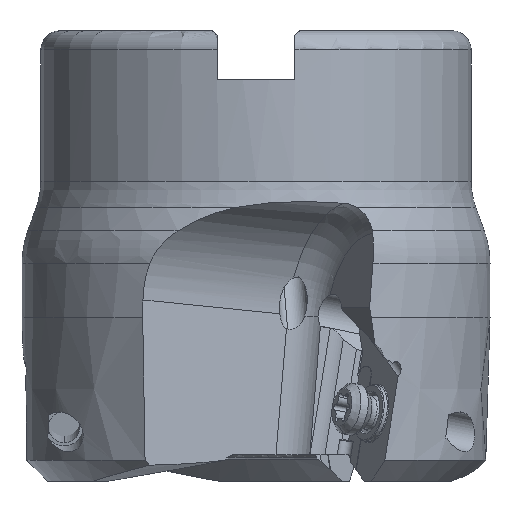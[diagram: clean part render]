
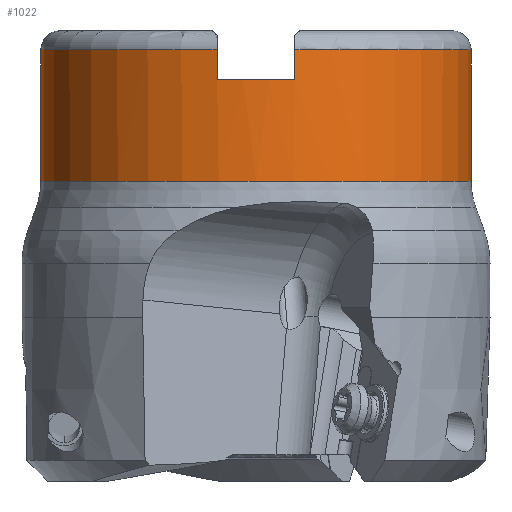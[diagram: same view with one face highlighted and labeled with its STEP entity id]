
A CAD part, front view. The second image highlights one B-rep face of the part: STEP entity #1022.
In plain terms, the highlighted cylindrical face has radius 22.5 mm (diameter 45 mm), a partial arc.
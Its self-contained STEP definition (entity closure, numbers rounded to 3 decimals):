
#420=LINE('',#12022,#726);
#421=LINE('',#12028,#727);
#422=LINE('',#12032,#728);
#423=LINE('',#12036,#729);
#726=VECTOR('',#7898,1.);
#727=VECTOR('',#7903,1.);
#728=VECTOR('',#7906,1.);
#729=VECTOR('',#7909,1.);
#1022=ADVANCED_FACE('',(#1460),#1257,.T.);
#1257=CYLINDRICAL_SURFACE('',#6725,22.5);
#1460=FACE_OUTER_BOUND('',#1774,.T.);
#1774=EDGE_LOOP('',(#3213,#3214,#3215,#3216,#3217,#3218,#3219,#3220,#3221,
#3222));
#2123=CIRCLE('',#6718,22.5);
#2124=CIRCLE('',#6719,22.5);
#2125=CIRCLE('',#6721,22.5);
#2126=CIRCLE('',#6722,22.5);
#2127=CIRCLE('',#6723,22.5);
#2128=CIRCLE('',#6724,22.5);
#3213=ORIENTED_EDGE('',*,*,#5510,.F.);
#3214=ORIENTED_EDGE('',*,*,#5509,.F.);
#3215=ORIENTED_EDGE('',*,*,#5511,.T.);
#3216=ORIENTED_EDGE('',*,*,#5512,.F.);
#3217=ORIENTED_EDGE('',*,*,#5513,.F.);
#3218=ORIENTED_EDGE('',*,*,#5514,.T.);
#3219=ORIENTED_EDGE('',*,*,#5515,.F.);
#3220=ORIENTED_EDGE('',*,*,#5516,.T.);
#3221=ORIENTED_EDGE('',*,*,#5517,.F.);
#3222=ORIENTED_EDGE('',*,*,#5518,.T.);
#4629=VERTEX_POINT('',#11347);
#4631=VERTEX_POINT('',#11351);
#4701=VERTEX_POINT('',#12019);
#4702=VERTEX_POINT('',#12023);
#4703=VERTEX_POINT('',#12025);
#4704=VERTEX_POINT('',#12027);
#4705=VERTEX_POINT('',#12029);
#4706=VERTEX_POINT('',#12031);
#4707=VERTEX_POINT('',#12033);
#4708=VERTEX_POINT('',#12035);
#5509=EDGE_CURVE('',#4631,#4701,#2123,.T.);
#5510=EDGE_CURVE('',#4701,#4629,#2124,.T.);
#5511=EDGE_CURVE('',#4631,#4702,#420,.T.);
#5512=EDGE_CURVE('',#4703,#4702,#2125,.T.);
#5513=EDGE_CURVE('',#4704,#4703,#2126,.T.);
#5514=EDGE_CURVE('',#4704,#4705,#421,.T.);
#5515=EDGE_CURVE('',#4706,#4705,#2127,.T.);
#5516=EDGE_CURVE('',#4706,#4707,#422,.T.);
#5517=EDGE_CURVE('',#4708,#4707,#2128,.T.);
#5518=EDGE_CURVE('',#4708,#4629,#423,.T.);
#6718=AXIS2_PLACEMENT_3D('',#12018,#7892,#7893);
#6719=AXIS2_PLACEMENT_3D('',#12020,#7894,#7895);
#6721=AXIS2_PLACEMENT_3D('',#12024,#7899,#7900);
#6722=AXIS2_PLACEMENT_3D('',#12026,#7901,#7902);
#6723=AXIS2_PLACEMENT_3D('',#12030,#7904,#7905);
#6724=AXIS2_PLACEMENT_3D('',#12034,#7907,#7908);
#6725=AXIS2_PLACEMENT_3D('',#12037,#7910,#7911);
#7892=DIRECTION('',(0.,0.,-1.));
#7893=DIRECTION('',(1.,0.,0.));
#7894=DIRECTION('',(0.,0.,-1.));
#7895=DIRECTION('',(-1.,-0.001,0.));
#7898=DIRECTION('',(0.,0.,1.));
#7899=DIRECTION('',(0.,0.,1.));
#7900=DIRECTION('',(1.,-0.001,0.));
#7901=DIRECTION('',(0.,0.,1.));
#7902=DIRECTION('',(0.181,-0.984,0.));
#7903=DIRECTION('',(0.,0.,-1.));
#7904=DIRECTION('',(0.,0.,1.));
#7905=DIRECTION('',(-0.181,-0.984,0.));
#7906=DIRECTION('',(0.,0.,1.));
#7907=DIRECTION('',(0.,0.,1.));
#7908=DIRECTION('',(-1.,0.,0.));
#7909=DIRECTION('',(0.,0.,-1.));
#7910=DIRECTION('',(0.,0.,-1.));
#7911=DIRECTION('',(1.,0.,0.));
#11347=CARTESIAN_POINT('',(-22.5,0.,-15.739));
#11351=CARTESIAN_POINT('',(22.5,0.,-15.739));
#12018=CARTESIAN_POINT('',(0.,0.,-15.739));
#12019=CARTESIAN_POINT('',(-22.5,-0.015,-15.739));
#12020=CARTESIAN_POINT('',(0.,0.,-15.739));
#12022=CARTESIAN_POINT('',(22.5,0.,-15.739));
#12023=CARTESIAN_POINT('',(22.5,0.,-2.));
#12024=CARTESIAN_POINT('',(0.,0.,-2.));
#12025=CARTESIAN_POINT('',(22.5,-0.022,-2.));
#12026=CARTESIAN_POINT('',(0.,0.,-2.));
#12027=CARTESIAN_POINT('',(4.065,-22.13,-2.));
#12028=CARTESIAN_POINT('',(4.065,-22.13,-2.));
#12029=CARTESIAN_POINT('',(4.065,-22.13,-5.1));
#12030=CARTESIAN_POINT('',(0.,0.,-5.1));
#12031=CARTESIAN_POINT('',(-4.065,-22.13,-5.1));
#12032=CARTESIAN_POINT('',(-4.065,-22.13,-5.1));
#12033=CARTESIAN_POINT('',(-4.065,-22.13,-2.));
#12034=CARTESIAN_POINT('',(0.,0.,-2.));
#12035=CARTESIAN_POINT('',(-22.5,0.,-2.));
#12036=CARTESIAN_POINT('',(-22.5,0.,-2.));
#12037=CARTESIAN_POINT('',(0.,0.,-1.725));
